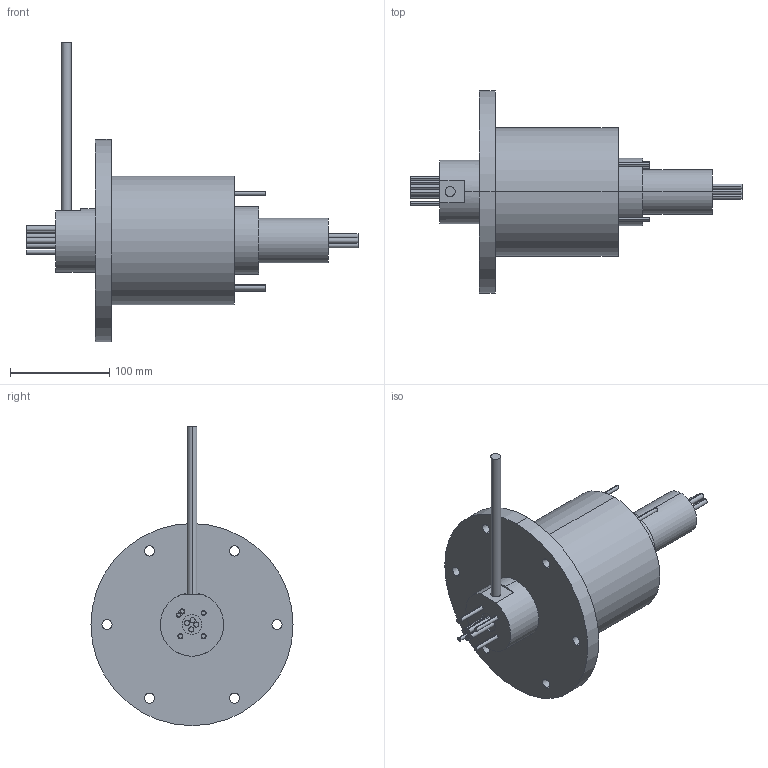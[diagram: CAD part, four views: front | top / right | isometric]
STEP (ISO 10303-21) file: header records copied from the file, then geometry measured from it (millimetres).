
FILE_DESCRIPTION (( 'STEP AP203' ), '1' );
FILE_NAME ('1.STEP', '2021-02-01T07:07:37', ( '微软用户' ), ( '微软中国' ), 'SwSTEP 2.0', 'SolidWorks 2014', '' );
FILE_SCHEMA (( 'CONFIG_CONTROL_DESIGN' ));
Length unit declared in the file: millimetre
Products named in the file (1): 1
Bounding box: 335 x 204 x 302 mm (x, y, z)
Volume: 2512211 mm3; surface area: 166256.7 mm2
Topology: 1 solids, 1 shells, 129 faces, 276 edges, 184 vertices
Faces by surface type: cylinder 86, plane 43
Entity records: 3685 total; most frequent: DIRECTION 710, CARTESIAN_POINT 590, ORIENTED_EDGE 552, AXIS2_PLACEMENT_3D 304, EDGE_CURVE 276, VERTEX_POINT 184, EDGE_LOOP 176, CIRCLE 174
